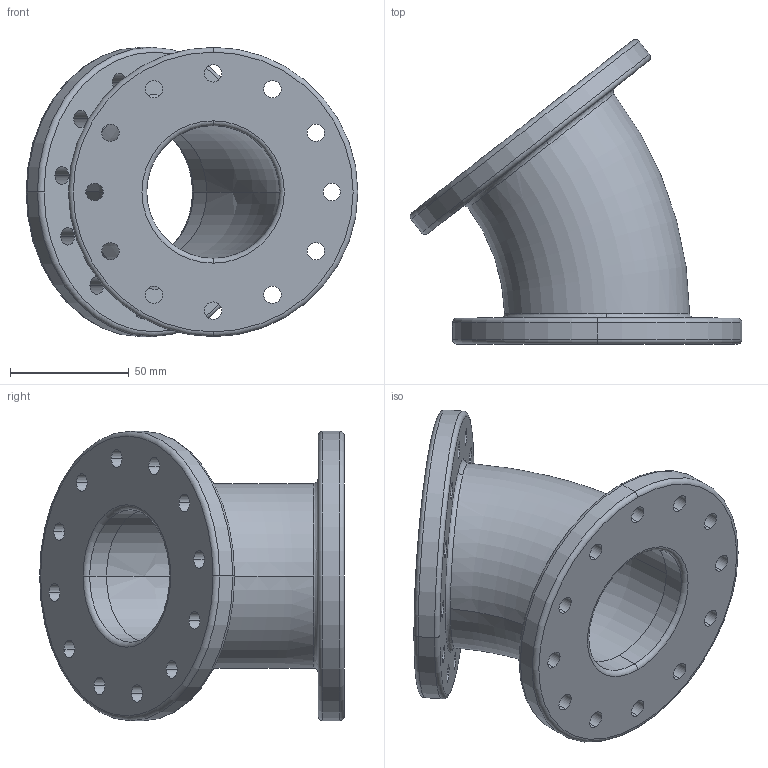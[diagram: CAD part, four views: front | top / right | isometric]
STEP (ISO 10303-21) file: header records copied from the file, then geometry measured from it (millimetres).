
FILE_DESCRIPTION (( 'STEP AP214' ), '1' );
FILE_NAME ('Part4.STEP', '2025-11-28T11:19:58', ( '' ), ( '' ), 'SwSTEP 2.0', 'SolidWorks 2024', '' );
FILE_SCHEMA (( 'AUTOMOTIVE_DESIGN' ));
Length unit declared in the file: millimetre
Products named in the file (1): Part4
Bounding box: 139.84 x 128.45 x 122 mm (x, y, z)
Volume: 370332 mm3; surface area: 79259.1 mm2
Topology: 1 solids, 1 shells, 80 faces, 214 edges, 138 vertices
Faces by surface type: cylinder 56, torus 16, bspline 4, plane 4
Entity records: 3947 total; most frequent: CARTESIAN_POINT 1725, DIRECTION 502, ORIENTED_EDGE 428, AXIS2_PLACEMENT_3D 223, EDGE_CURVE 214, CIRCLE 146, VERTEX_POINT 138, EDGE_LOOP 132
